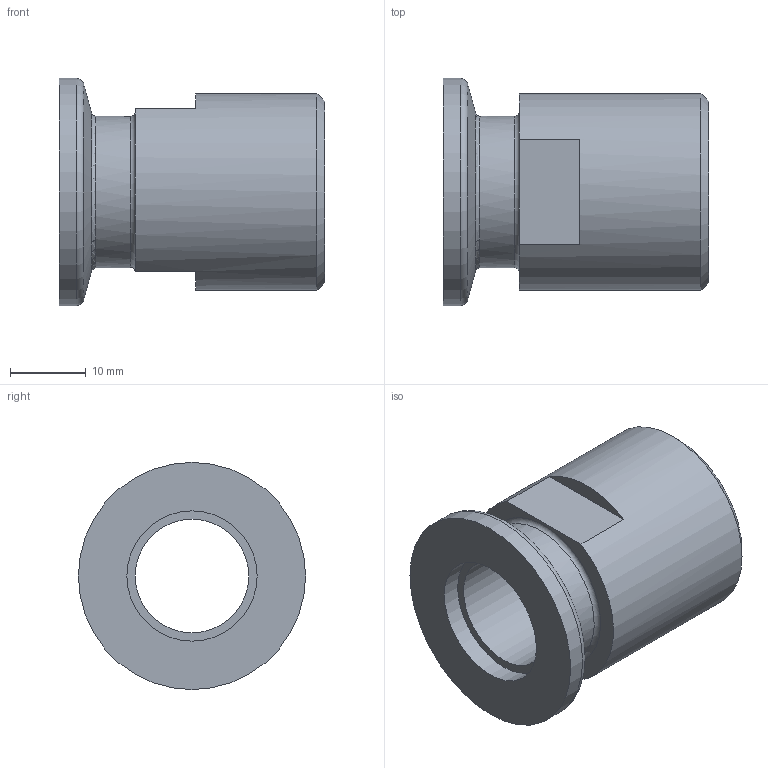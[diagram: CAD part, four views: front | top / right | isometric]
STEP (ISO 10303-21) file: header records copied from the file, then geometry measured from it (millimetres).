
FILE_DESCRIPTION (( 'STEP AP214' ), '1' );
FILE_NAME ('1KF16GF1-2FULLVAC.STEP', '2024-12-17T15:43:37', ( '' ), ( '' ), 'SwSTEP 2.0', 'SolidWorks 2017', '' );
FILE_SCHEMA (( 'AUTOMOTIVE_DESIGN' ));
Length unit declared in the file: millimetre
Products named in the file (1): 1KF16GF1-2FULLVAC
Bounding box: 35 x 30 x 30 mm (x, y, z)
Volume: 9415.4 mm3; surface area: 7254 mm2
Topology: 2 solids, 2 shells, 33 faces, 73 edges, 47 vertices
Faces by surface type: plane 13, cylinder 8, bspline 6, cone 3, torus 3
Full cylindrical faces by diameter (mm): 15 x2, 17.2 x1, 20 x2, 21.5 x1, 26 x1, 30 x1
Entity records: 3930 total; most frequent: CARTESIAN_POINT 3214, DIRECTION 123, ORIENTED_EDGE 114, EDGE_CURVE 57, AXIS2_PLACEMENT_3D 55, EDGE_LOOP 52, VERTEX_POINT 43, FACE_OUTER_BOUND 43
